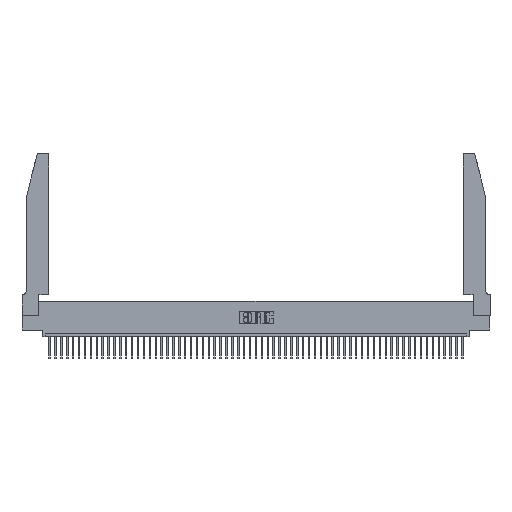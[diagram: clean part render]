
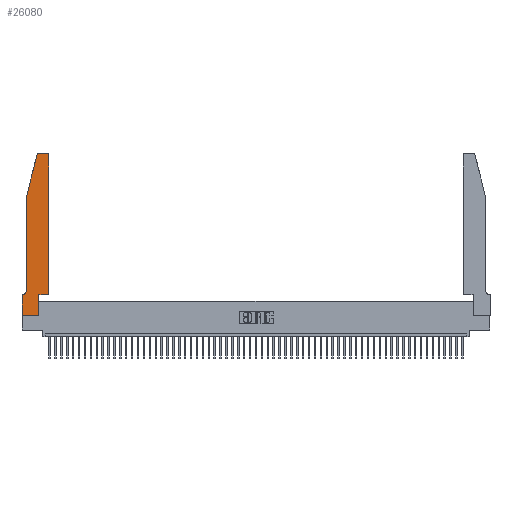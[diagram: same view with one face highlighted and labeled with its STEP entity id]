
A CAD part, top view. The second image highlights one B-rep face of the part: STEP entity #26080.
In plain terms, the highlighted planar face has unit normal (0, 0, 1).
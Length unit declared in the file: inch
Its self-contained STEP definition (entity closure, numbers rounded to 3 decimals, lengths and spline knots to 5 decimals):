
#254 = ORIENTED_EDGE ( 'NONE', *, *, #11332, .T. ) ;
#1407 = DIRECTION ( 'NONE',  ( 1., 0., 0. ) ) ;
#1798 = CARTESIAN_POINT ( 'NONE',  ( 0.2605, 2.75, 0.37 ) ) ;
#2594 = ORIENTED_EDGE ( 'NONE', *, *, #47139, .T. ) ;
#2879 = CARTESIAN_POINT ( 'NONE',  ( 0.4505, 0.35, 0.37 ) ) ;
#3192 = CIRCLE ( 'NONE', #12931, 0.07 ) ;
#3637 = LINE ( 'NONE', #47640, #27271 ) ;
#4231 = LINE ( 'NONE', #29807, #9427 ) ;
#4244 = EDGE_CURVE ( 'NONE', #13687, #54084, #25500, .T. ) ;
#4353 = VECTOR ( 'NONE', #46896, 39.37008 ) ;
#5203 = DIRECTION ( 'NONE',  ( 0., -1., 0. ) ) ;
#6049 = ORIENTED_EDGE ( 'NONE', *, *, #51927, .T. ) ;
#6347 = EDGE_CURVE ( 'NONE', #51257, #50984, #17256, .T. ) ;
#6397 = CARTESIAN_POINT ( 'NONE',  ( 0.0755, 0.42, 0.37 ) ) ;
#7193 = CARTESIAN_POINT ( 'NONE',  ( 0.4205, 2.72, 0.37 ) ) ;
#7374 = CARTESIAN_POINT ( 'NONE',  ( 0.4505, 0.35, 0.37 ) ) ;
#7485 = LINE ( 'NONE', #1798, #46261 ) ;
#7667 = VERTEX_POINT ( 'NONE', #17321 ) ;
#9153 = CARTESIAN_POINT ( 'NONE',  ( 0.4505, 2.72, 0.37 ) ) ;
#9321 = DIRECTION ( 'NONE',  ( 0., 1., 0. ) ) ;
#9427 = VECTOR ( 'NONE', #9321, 39.37008 ) ;
#10070 = CARTESIAN_POINT ( 'NONE',  ( 0.284, 2.72, 0.37 ) ) ;
#10410 = VERTEX_POINT ( 'NONE', #19756 ) ;
#10527 = DIRECTION ( 'NONE',  ( -1., 0., 0. ) ) ;
#11332 = EDGE_CURVE ( 'NONE', #22314, #7667, #4231, .T. ) ;
#12022 = CARTESIAN_POINT ( 'NONE',  ( 0., 0., 0.37 ) ) ;
#12931 = AXIS2_PLACEMENT_3D ( 'NONE', #19685, #32046, #40492 ) ;
#13001 = VECTOR ( 'NONE', #32400, 39.37008 ) ;
#13687 = VERTEX_POINT ( 'NONE', #52125 ) ;
#14124 = VECTOR ( 'NONE', #54350, 39.37008 ) ;
#15113 = DIRECTION ( 'NONE',  ( 0., 0., 1. ) ) ;
#15636 = DIRECTION ( 'NONE',  ( 0., -1., 0. ) ) ;
#16019 = LINE ( 'NONE', #22521, #19211 ) ;
#17256 = CIRCLE ( 'NONE', #18606, 0.03 ) ;
#17321 = CARTESIAN_POINT ( 'NONE',  ( 0.2865, 0.35, 0.37 ) ) ;
#18606 = AXIS2_PLACEMENT_3D ( 'NONE', #7193, #32232, #40852 ) ;
#19211 = VECTOR ( 'NONE', #15636, 39.37008 ) ;
#19685 = CARTESIAN_POINT ( 'NONE',  ( 0.0055, 0.42, 0.37 ) ) ;
#19756 = CARTESIAN_POINT ( 'NONE',  ( 0.25487, 2.72718, 0.37 ) ) ;
#20825 = LINE ( 'NONE', #24974, #14124 ) ;
#20878 = LINE ( 'NONE', #2879, #13001 ) ;
#21415 = EDGE_CURVE ( 'NONE', #30965, #24260, #16019, .T. ) ;
#21640 = VERTEX_POINT ( 'NONE', #22885 ) ;
#22314 = VERTEX_POINT ( 'NONE', #34385 ) ;
#22521 = CARTESIAN_POINT ( 'NONE',  ( 0.0755, 2., 0.37 ) ) ;
#22885 = CARTESIAN_POINT ( 'NONE',  ( 0.0055, 0.35, 0.37 ) ) ;
#23742 = CARTESIAN_POINT ( 'NONE',  ( 0.4505, 0.35, 0.37 ) ) ;
#23894 = AXIS2_PLACEMENT_3D ( 'NONE', #36637, #37030, #1407 ) ;
#24166 = EDGE_CURVE ( 'NONE', #24260, #21640, #3192, .T. ) ;
#24260 = VERTEX_POINT ( 'NONE', #6397 ) ;
#24974 = CARTESIAN_POINT ( 'NONE',  ( 0.0755, 2., 0.37 ) ) ;
#25450 = EDGE_CURVE ( 'NONE', #7667, #33870, #43813, .T. ) ;
#25500 = LINE ( 'NONE', #35039, #46497 ) ;
#26080 = ADVANCED_FACE ( 'NONE', ( #41229 ), #45058, .T. ) ;
#26830 = ORIENTED_EDGE ( 'NONE', *, *, #24166, .T. ) ;
#27271 = VECTOR ( 'NONE', #39452, 39.37008 ) ;
#29807 = CARTESIAN_POINT ( 'NONE',  ( 0.2865, 0.35, 0.37 ) ) ;
#30965 = VERTEX_POINT ( 'NONE', #49040 ) ;
#31327 = ORIENTED_EDGE ( 'NONE', *, *, #34939, .T. ) ;
#31621 = CIRCLE ( 'NONE', #43608, 0.03 ) ;
#32046 = DIRECTION ( 'NONE',  ( 0., 0., -1. ) ) ;
#32079 = ORIENTED_EDGE ( 'NONE', *, *, #41750, .T. ) ;
#32232 = DIRECTION ( 'NONE',  ( 0., 0., 1. ) ) ;
#32400 = DIRECTION ( 'NONE',  ( 0., 1., 0. ) ) ;
#32692 = VERTEX_POINT ( 'NONE', #48548 ) ;
#33870 = VERTEX_POINT ( 'NONE', #23742 ) ;
#34385 = CARTESIAN_POINT ( 'NONE',  ( 0.2865, 0., 0.37 ) ) ;
#34484 = ORIENTED_EDGE ( 'NONE', *, *, #21415, .T. ) ;
#34939 = EDGE_CURVE ( 'NONE', #33870, #51257, #20878, .T. ) ;
#35039 = CARTESIAN_POINT ( 'NONE',  ( 0., 0., 0.37 ) ) ;
#35156 = ORIENTED_EDGE ( 'NONE', *, *, #6347, .T. ) ;
#36479 = CARTESIAN_POINT ( 'NONE',  ( 0.4205, 2.75, 0.37 ) ) ;
#36637 = CARTESIAN_POINT ( 'NONE',  ( 0., 0.35, 0.37 ) ) ;
#37030 = DIRECTION ( 'NONE',  ( 0., 0., 1. ) ) ;
#37088 = ORIENTED_EDGE ( 'NONE', *, *, #41839, .T. ) ;
#37190 = DIRECTION ( 'NONE',  ( 1., 0., 0. ) ) ;
#38835 = CARTESIAN_POINT ( 'NONE',  ( 0., 0., 0.37 ) ) ;
#39282 = EDGE_CURVE ( 'NONE', #32692, #10410, #31621, .T. ) ;
#39452 = DIRECTION ( 'NONE',  ( -1., 0., 0. ) ) ;
#39590 = EDGE_LOOP ( 'NONE', ( #6049, #53193, #32079, #34484, #26830, #2594, #51752, #37088, #254, #44800, #31327, #35156 ) ) ;
#40492 = DIRECTION ( 'NONE',  ( -1., 0., 0. ) ) ;
#40852 = DIRECTION ( 'NONE',  ( 1., 0., 0. ) ) ;
#41229 = FACE_OUTER_BOUND ( 'NONE', #39590, .T. ) ;
#41750 = EDGE_CURVE ( 'NONE', #10410, #30965, #20825, .T. ) ;
#41839 = EDGE_CURVE ( 'NONE', #54084, #22314, #41908, .T. ) ;
#41908 = LINE ( 'NONE', #38835, #4353 ) ;
#43140 = VECTOR ( 'NONE', #37190, 39.37008 ) ;
#43608 = AXIS2_PLACEMENT_3D ( 'NONE', #10070, #15113, #52520 ) ;
#43813 = LINE ( 'NONE', #7374, #43140 ) ;
#44800 = ORIENTED_EDGE ( 'NONE', *, *, #25450, .T. ) ;
#45058 = PLANE ( 'NONE',  #23894 ) ;
#46261 = VECTOR ( 'NONE', #10527, 39.37008 ) ;
#46497 = VECTOR ( 'NONE', #5203, 39.37008 ) ;
#46896 = DIRECTION ( 'NONE',  ( 1., 0., 0. ) ) ;
#47139 = EDGE_CURVE ( 'NONE', #21640, #13687, #3637, .T. ) ;
#47640 = CARTESIAN_POINT ( 'NONE',  ( 0.0755, 0.35, 0.37 ) ) ;
#48548 = CARTESIAN_POINT ( 'NONE',  ( 0.284, 2.75, 0.37 ) ) ;
#49040 = CARTESIAN_POINT ( 'NONE',  ( 0.0755, 2., 0.37 ) ) ;
#50984 = VERTEX_POINT ( 'NONE', #36479 ) ;
#51257 = VERTEX_POINT ( 'NONE', #9153 ) ;
#51752 = ORIENTED_EDGE ( 'NONE', *, *, #4244, .T. ) ;
#51927 = EDGE_CURVE ( 'NONE', #50984, #32692, #7485, .T. ) ;
#52125 = CARTESIAN_POINT ( 'NONE',  ( 0., 0.35, 0.37 ) ) ;
#52520 = DIRECTION ( 'NONE',  ( 1., 0., 0. ) ) ;
#53193 = ORIENTED_EDGE ( 'NONE', *, *, #39282, .T. ) ;
#54084 = VERTEX_POINT ( 'NONE', #12022 ) ;
#54350 = DIRECTION ( 'NONE',  ( -0.239, -0.971, 0. ) ) ;
